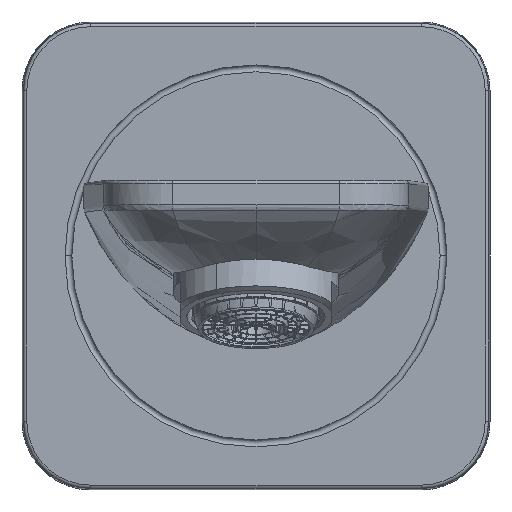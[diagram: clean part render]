
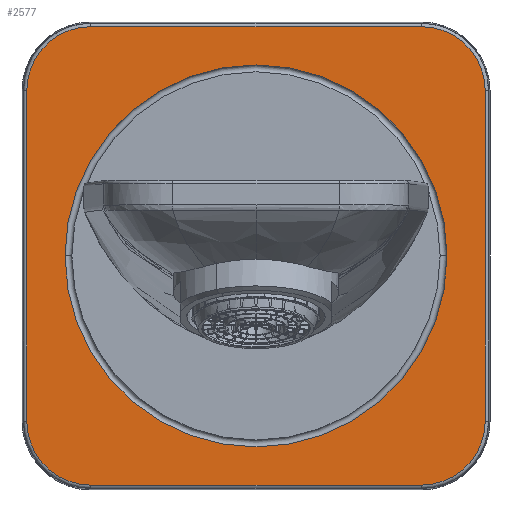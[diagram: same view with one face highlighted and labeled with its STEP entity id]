
A CAD part, top view. The second image highlights one B-rep face of the part: STEP entity #2577.
In plain terms, the highlighted planar face has unit normal (0, 0, 1).
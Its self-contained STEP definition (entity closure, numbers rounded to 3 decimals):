
#2436=CARTESIAN_POINT('Axis2P3D Location',(0.,0.,8.)) ;
#2473=CARTESIAN_POINT('Vertex',(0.,27.75,8.)) ;
#2476=CARTESIAN_POINT('Axis2P3D Location',(0.,0.,8.)) ;
#2480=CARTESIAN_POINT('Vertex',(0.,-27.75,8.)) ;
#2495=CARTESIAN_POINT('Axis2P3D Location',(0.,0.,8.)) ;
#2507=CARTESIAN_POINT('Line Origine',(0.,33.303,8.)) ;
#2511=CARTESIAN_POINT('Vertex',(24.,33.303,8.)) ;
#2513=CARTESIAN_POINT('Vertex',(-24.,33.303,8.)) ;
#2516=CARTESIAN_POINT('Axis2P3D Location',(-24.,24.,8.)) ;
#2520=CARTESIAN_POINT('Vertex',(-33.303,24.,8.)) ;
#2523=CARTESIAN_POINT('Line Origine',(-33.303,0.,8.)) ;
#2527=CARTESIAN_POINT('Vertex',(-33.303,-24.,8.)) ;
#2530=CARTESIAN_POINT('Axis2P3D Location',(-24.,-24.,8.)) ;
#2534=CARTESIAN_POINT('Vertex',(-24.,-33.303,8.)) ;
#2537=CARTESIAN_POINT('Line Origine',(0.,-33.303,8.)) ;
#2541=CARTESIAN_POINT('Vertex',(24.,-33.303,8.)) ;
#2544=CARTESIAN_POINT('Axis2P3D Location',(24.,-24.,8.)) ;
#2548=CARTESIAN_POINT('Vertex',(33.303,-24.,8.)) ;
#2551=CARTESIAN_POINT('Line Origine',(33.303,0.,8.)) ;
#2555=CARTESIAN_POINT('Vertex',(33.303,24.,8.)) ;
#2558=CARTESIAN_POINT('Axis2P3D Location',(24.,24.,8.)) ;
#2509=VECTOR('Line Direction',#2508,1.) ;
#2525=VECTOR('Line Direction',#2524,1.) ;
#2539=VECTOR('Line Direction',#2538,1.) ;
#2553=VECTOR('Line Direction',#2552,1.) ;
#2437=DIRECTION('Axis2P3D Direction',(0.,0.,1.)) ;
#2438=DIRECTION('Axis2P3D XDirection',(1.,0.,0.)) ;
#2477=DIRECTION('Axis2P3D Direction',(0.,0.,1.)) ;
#2496=DIRECTION('Axis2P3D Direction',(0.,0.,1.)) ;
#2508=DIRECTION('Vector Direction',(1.,0.,0.)) ;
#2517=DIRECTION('Axis2P3D Direction',(0.,0.,1.)) ;
#2524=DIRECTION('Vector Direction',(0.,1.,0.)) ;
#2531=DIRECTION('Axis2P3D Direction',(0.,0.,1.)) ;
#2538=DIRECTION('Vector Direction',(-1.,0.,0.)) ;
#2545=DIRECTION('Axis2P3D Direction',(0.,0.,1.)) ;
#2552=DIRECTION('Vector Direction',(0.,-1.,0.)) ;
#2559=DIRECTION('Axis2P3D Direction',(0.,0.,1.)) ;
#2439=AXIS2_PLACEMENT_3D('Plane Axis2P3D',#2436,#2437,#2438) ;
#2478=AXIS2_PLACEMENT_3D('Circle Axis2P3D',#2476,#2477,$) ;
#2497=AXIS2_PLACEMENT_3D('Circle Axis2P3D',#2495,#2496,$) ;
#2518=AXIS2_PLACEMENT_3D('Circle Axis2P3D',#2516,#2517,$) ;
#2532=AXIS2_PLACEMENT_3D('Circle Axis2P3D',#2530,#2531,$) ;
#2546=AXIS2_PLACEMENT_3D('Circle Axis2P3D',#2544,#2545,$) ;
#2560=AXIS2_PLACEMENT_3D('Circle Axis2P3D',#2558,#2559,$) ;
#2510=LINE('Line',#2507,#2509) ;
#2526=LINE('Line',#2523,#2525) ;
#2540=LINE('Line',#2537,#2539) ;
#2554=LINE('Line',#2551,#2553) ;
#2479=CIRCLE('generated circle',#2478,27.75) ;
#2498=CIRCLE('generated circle',#2497,27.75) ;
#2519=CIRCLE('generated circle',#2518,9.303) ;
#2533=CIRCLE('generated circle',#2532,9.303) ;
#2547=CIRCLE('generated circle',#2546,9.303) ;
#2561=CIRCLE('generated circle',#2560,9.303) ;
#2440=PLANE('',#2439) ;
#2576=FACE_BOUND('',#2573,.T.) ;
#2482=EDGE_CURVE('',#2474,#2481,#2479,.T.) ;
#2499=EDGE_CURVE('',#2481,#2474,#2498,.T.) ;
#2515=EDGE_CURVE('',#2512,#2514,#2510,.F.) ;
#2522=EDGE_CURVE('',#2514,#2521,#2519,.T.) ;
#2529=EDGE_CURVE('',#2521,#2528,#2526,.F.) ;
#2536=EDGE_CURVE('',#2528,#2535,#2533,.T.) ;
#2543=EDGE_CURVE('',#2535,#2542,#2540,.F.) ;
#2550=EDGE_CURVE('',#2542,#2549,#2547,.T.) ;
#2557=EDGE_CURVE('',#2549,#2556,#2554,.F.) ;
#2562=EDGE_CURVE('',#2556,#2512,#2561,.T.) ;
#2564=ORIENTED_EDGE('',*,*,#2515,.T.) ;
#2565=ORIENTED_EDGE('',*,*,#2522,.T.) ;
#2566=ORIENTED_EDGE('',*,*,#2529,.T.) ;
#2567=ORIENTED_EDGE('',*,*,#2536,.T.) ;
#2568=ORIENTED_EDGE('',*,*,#2543,.T.) ;
#2569=ORIENTED_EDGE('',*,*,#2550,.T.) ;
#2570=ORIENTED_EDGE('',*,*,#2557,.T.) ;
#2571=ORIENTED_EDGE('',*,*,#2562,.T.) ;
#2574=ORIENTED_EDGE('',*,*,#2499,.F.) ;
#2575=ORIENTED_EDGE('',*,*,#2482,.F.) ;
#2563=EDGE_LOOP('',(#2564,#2565,#2566,#2567,#2568,#2569,#2570,#2571)) ;
#2573=EDGE_LOOP('',(#2574,#2575)) ;
#2474=VERTEX_POINT('',#2473) ;
#2481=VERTEX_POINT('',#2480) ;
#2512=VERTEX_POINT('',#2511) ;
#2514=VERTEX_POINT('',#2513) ;
#2521=VERTEX_POINT('',#2520) ;
#2528=VERTEX_POINT('',#2527) ;
#2535=VERTEX_POINT('',#2534) ;
#2542=VERTEX_POINT('',#2541) ;
#2549=VERTEX_POINT('',#2548) ;
#2556=VERTEX_POINT('',#2555) ;
#2577=ADVANCED_FACE('Hauptk\X2\00F6\X0\rper',(#2572,#2576),#2440,.T.) ;
#2572=FACE_OUTER_BOUND('',#2563,.T.) ;
